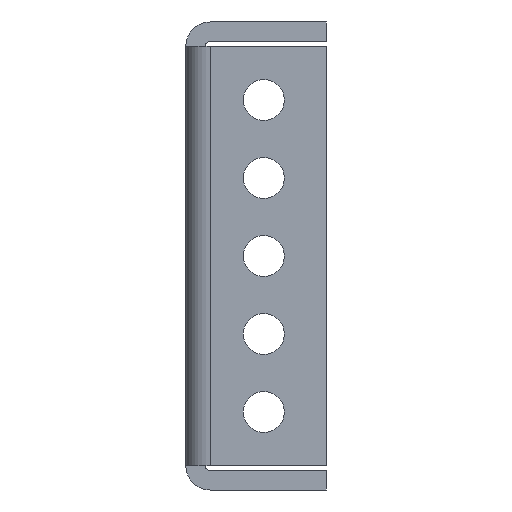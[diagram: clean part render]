
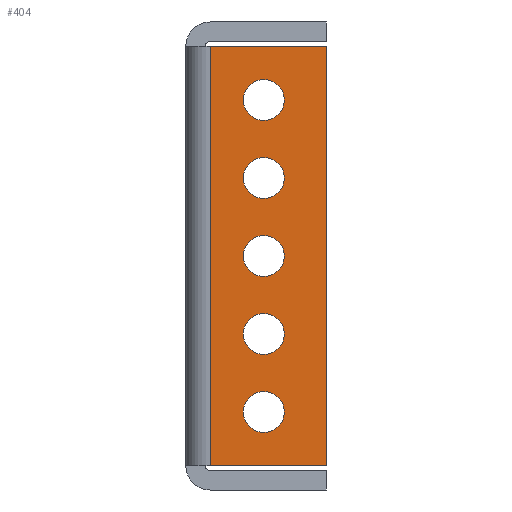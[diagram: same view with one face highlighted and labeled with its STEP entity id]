
A CAD part, left-side view. The second image highlights one B-rep face of the part: STEP entity #404.
In plain terms, the highlighted planar face has unit normal (-1, 0, 0).
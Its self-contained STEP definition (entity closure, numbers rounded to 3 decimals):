
#8 = AXIS2_PLACEMENT_3D ( 'NONE', #1071, #1337, #2216 ) ;
#147 = CIRCLE ( 'NONE', #3223, 2.1 ) ;
#157 = CARTESIAN_POINT ( 'NONE',  ( -59.754, -8., -11.4 ) ) ;
#178 = ORIENTED_EDGE ( 'NONE', *, *, #1687, .F. ) ;
#194 = FACE_BOUND ( 'NONE', #915, .T. ) ;
#234 = CARTESIAN_POINT ( 'NONE',  ( -59.754, -8., -15.6 ) ) ;
#316 = EDGE_LOOP ( 'NONE', ( #2780, #178 ) ) ;
#318 = DIRECTION ( 'NONE',  ( -1., 0., 0. ) ) ;
#343 = EDGE_LOOP ( 'NONE', ( #2107, #1990 ) ) ;
#352 = EDGE_CURVE ( 'NONE', #979, #2642, #968, .T. ) ;
#399 = DIRECTION ( 'NONE',  ( 0., 0., 1. ) ) ;
#404 = ADVANCED_FACE ( 'NONE', ( #194, #1884, #1579, #2497, #2742, #1001 ), #2777, .F. ) ;
#436 = LINE ( 'NONE', #1304, #2672 ) ;
#514 = DIRECTION ( 'NONE',  ( -1., 0., 0. ) ) ;
#518 = ORIENTED_EDGE ( 'NONE', *, *, #2635, .F. ) ;
#539 = DIRECTION ( 'NONE',  ( 0., 0., 1. ) ) ;
#558 = CARTESIAN_POINT ( 'NONE',  ( -59.754, -8., -5.5 ) ) ;
#598 = LINE ( 'NONE', #2305, #2080 ) ;
#606 = EDGE_CURVE ( 'NONE', #3241, #1411, #3627, .T. ) ;
#610 = EDGE_CURVE ( 'NONE', #2642, #979, #1751, .T. ) ;
#644 = DIRECTION ( 'NONE',  ( 0., 0., 1. ) ) ;
#664 = CARTESIAN_POINT ( 'NONE',  ( -59.754, -8., -23.6 ) ) ;
#677 = AXIS2_PLACEMENT_3D ( 'NONE', #1338, #3687, #2820 ) ;
#689 = DIRECTION ( 'NONE',  ( -1., 0., 0. ) ) ;
#700 = CARTESIAN_POINT ( 'NONE',  ( -59.754, -8., -21.5 ) ) ;
#741 = VERTEX_POINT ( 'NONE', #1748 ) ;
#743 = EDGE_CURVE ( 'NONE', #3183, #940, #2362, .T. ) ;
#862 = CARTESIAN_POINT ( 'NONE',  ( -59.754, -8., -3.4 ) ) ;
#879 = DIRECTION ( 'NONE',  ( 0., 0., -1. ) ) ;
#915 = EDGE_LOOP ( 'NONE', ( #518, #2306 ) ) ;
#940 = VERTEX_POINT ( 'NONE', #862 ) ;
#966 = VECTOR ( 'NONE', #1991, 1000. ) ;
#968 = CIRCLE ( 'NONE', #1627, 2.1 ) ;
#979 = VERTEX_POINT ( 'NONE', #1691 ) ;
#1001 = FACE_OUTER_BOUND ( 'NONE', #3014, .T. ) ;
#1071 = CARTESIAN_POINT ( 'NONE',  ( -59.754, 0., 0. ) ) ;
#1169 = DIRECTION ( 'NONE',  ( 0., 0., 1. ) ) ;
#1174 = CARTESIAN_POINT ( 'NONE',  ( -59.754, -8., -37.5 ) ) ;
#1268 = ORIENTED_EDGE ( 'NONE', *, *, #1739, .T. ) ;
#1280 = EDGE_LOOP ( 'NONE', ( #1577, #3273 ) ) ;
#1292 = CIRCLE ( 'NONE', #2206, 2.1 ) ;
#1304 = CARTESIAN_POINT ( 'NONE',  ( -59.754, -14.4, -43. ) ) ;
#1336 = VERTEX_POINT ( 'NONE', #2544 ) ;
#1337 = DIRECTION ( 'NONE',  ( 1., 0., 0. ) ) ;
#1338 = CARTESIAN_POINT ( 'NONE',  ( -59.754, -8., -37.5 ) ) ;
#1368 = VERTEX_POINT ( 'NONE', #3376 ) ;
#1381 = CIRCLE ( 'NONE', #1863, 2.1 ) ;
#1400 = CARTESIAN_POINT ( 'NONE',  ( -59.754, 0., 0. ) ) ;
#1411 = VERTEX_POINT ( 'NONE', #234 ) ;
#1414 = CARTESIAN_POINT ( 'NONE',  ( -59.754, -8., -13.5 ) ) ;
#1438 = DIRECTION ( 'NONE',  ( 0., 0., 1. ) ) ;
#1447 = VECTOR ( 'NONE', #644, 1000. ) ;
#1452 = AXIS2_PLACEMENT_3D ( 'NONE', #2907, #318, #2622 ) ;
#1487 = DIRECTION ( 'NONE',  ( 0., 0., 1. ) ) ;
#1577 = ORIENTED_EDGE ( 'NONE', *, *, #352, .F. ) ;
#1579 = FACE_BOUND ( 'NONE', #343, .T. ) ;
#1596 = VERTEX_POINT ( 'NONE', #3004 ) ;
#1627 = AXIS2_PLACEMENT_3D ( 'NONE', #2682, #3550, #399 ) ;
#1652 = ORIENTED_EDGE ( 'NONE', *, *, #606, .F. ) ;
#1655 = DIRECTION ( 'NONE',  ( 0., 0., 1. ) ) ;
#1687 = EDGE_CURVE ( 'NONE', #1596, #3080, #3212, .T. ) ;
#1691 = CARTESIAN_POINT ( 'NONE',  ( -59.754, -8., -27.4 ) ) ;
#1713 = AXIS2_PLACEMENT_3D ( 'NONE', #2545, #3696, #539 ) ;
#1739 = EDGE_CURVE ( 'NONE', #1336, #3648, #436, .T. ) ;
#1748 = CARTESIAN_POINT ( 'NONE',  ( -59.754, -14.4, 0. ) ) ;
#1751 = CIRCLE ( 'NONE', #2178, 2.1 ) ;
#1772 = DIRECTION ( 'NONE',  ( -1., 0., 0. ) ) ;
#1863 = AXIS2_PLACEMENT_3D ( 'NONE', #1174, #1772, #1487 ) ;
#1867 = AXIS2_PLACEMENT_3D ( 'NONE', #700, #2441, #3043 ) ;
#1872 = AXIS2_PLACEMENT_3D ( 'NONE', #1414, #1968, #1169 ) ;
#1875 = CARTESIAN_POINT ( 'NONE',  ( -59.754, -8., -21.5 ) ) ;
#1884 = FACE_BOUND ( 'NONE', #2818, .T. ) ;
#1968 = DIRECTION ( 'NONE',  ( -1., 0., 0. ) ) ;
#1990 = ORIENTED_EDGE ( 'NONE', *, *, #3292, .F. ) ;
#1991 = DIRECTION ( 'NONE',  ( 0., 1., 0. ) ) ;
#2080 = VECTOR ( 'NONE', #879, 1000. ) ;
#2107 = ORIENTED_EDGE ( 'NONE', *, *, #2577, .F. ) ;
#2147 = CARTESIAN_POINT ( 'NONE',  ( -59.754, -8., -19.4 ) ) ;
#2178 = AXIS2_PLACEMENT_3D ( 'NONE', #3099, #514, #1655 ) ;
#2206 = AXIS2_PLACEMENT_3D ( 'NONE', #558, #3416, #1438 ) ;
#2216 = DIRECTION ( 'NONE',  ( 0., 0., 1. ) ) ;
#2225 = CARTESIAN_POINT ( 'NONE',  ( -59.754, -14.4, -43. ) ) ;
#2279 = LINE ( 'NONE', #1400, #966 ) ;
#2305 = CARTESIAN_POINT ( 'NONE',  ( -59.754, -2.5, -43. ) ) ;
#2306 = ORIENTED_EDGE ( 'NONE', *, *, #743, .F. ) ;
#2362 = CIRCLE ( 'NONE', #1452, 2.1 ) ;
#2441 = DIRECTION ( 'NONE',  ( -1., 0., 0. ) ) ;
#2457 = DIRECTION ( 'NONE',  ( 0., -1., 0. ) ) ;
#2470 = VERTEX_POINT ( 'NONE', #2147 ) ;
#2497 = FACE_BOUND ( 'NONE', #1280, .T. ) ;
#2544 = CARTESIAN_POINT ( 'NONE',  ( -59.754, -2.5, -43. ) ) ;
#2545 = CARTESIAN_POINT ( 'NONE',  ( -59.754, -8., -13.5 ) ) ;
#2577 = EDGE_CURVE ( 'NONE', #2470, #2850, #147, .T. ) ;
#2599 = CARTESIAN_POINT ( 'NONE',  ( -59.754, -8., -31.6 ) ) ;
#2622 = DIRECTION ( 'NONE',  ( 0., 0., 1. ) ) ;
#2635 = EDGE_CURVE ( 'NONE', #940, #3183, #1292, .T. ) ;
#2642 = VERTEX_POINT ( 'NONE', #2599 ) ;
#2647 = EDGE_CURVE ( 'NONE', #1411, #3241, #3165, .T. ) ;
#2672 = VECTOR ( 'NONE', #2457, 1000. ) ;
#2682 = CARTESIAN_POINT ( 'NONE',  ( -59.754, -8., -29.5 ) ) ;
#2742 = FACE_BOUND ( 'NONE', #316, .T. ) ;
#2777 = PLANE ( 'NONE',  #8 ) ;
#2780 = ORIENTED_EDGE ( 'NONE', *, *, #3127, .F. ) ;
#2818 = EDGE_LOOP ( 'NONE', ( #1652, #2865 ) ) ;
#2820 = DIRECTION ( 'NONE',  ( 0., 0., 1. ) ) ;
#2850 = VERTEX_POINT ( 'NONE', #664 ) ;
#2865 = ORIENTED_EDGE ( 'NONE', *, *, #2647, .F. ) ;
#2907 = CARTESIAN_POINT ( 'NONE',  ( -59.754, -8., -5.5 ) ) ;
#2985 = ORIENTED_EDGE ( 'NONE', *, *, #3088, .T. ) ;
#3004 = CARTESIAN_POINT ( 'NONE',  ( -59.754, -8., -39.6 ) ) ;
#3014 = EDGE_LOOP ( 'NONE', ( #2985, #3345, #1268, #3467 ) ) ;
#3032 = DIRECTION ( 'NONE',  ( 0., 0., 1. ) ) ;
#3043 = DIRECTION ( 'NONE',  ( 0., 0., 1. ) ) ;
#3080 = VERTEX_POINT ( 'NONE', #3709 ) ;
#3088 = EDGE_CURVE ( 'NONE', #741, #1368, #2279, .T. ) ;
#3099 = CARTESIAN_POINT ( 'NONE',  ( -59.754, -8., -29.5 ) ) ;
#3127 = EDGE_CURVE ( 'NONE', #3080, #1596, #1381, .T. ) ;
#3165 = CIRCLE ( 'NONE', #1713, 2.1 ) ;
#3183 = VERTEX_POINT ( 'NONE', #3536 ) ;
#3193 = EDGE_CURVE ( 'NONE', #3648, #741, #3463, .T. ) ;
#3196 = CIRCLE ( 'NONE', #1867, 2.1 ) ;
#3212 = CIRCLE ( 'NONE', #677, 2.1 ) ;
#3223 = AXIS2_PLACEMENT_3D ( 'NONE', #1875, #689, #3032 ) ;
#3232 = CARTESIAN_POINT ( 'NONE',  ( -59.754, -14.4, 0. ) ) ;
#3241 = VERTEX_POINT ( 'NONE', #157 ) ;
#3273 = ORIENTED_EDGE ( 'NONE', *, *, #610, .F. ) ;
#3292 = EDGE_CURVE ( 'NONE', #2850, #2470, #3196, .T. ) ;
#3345 = ORIENTED_EDGE ( 'NONE', *, *, #3360, .T. ) ;
#3360 = EDGE_CURVE ( 'NONE', #1368, #1336, #598, .T. ) ;
#3376 = CARTESIAN_POINT ( 'NONE',  ( -59.754, -2.5, 0. ) ) ;
#3416 = DIRECTION ( 'NONE',  ( -1., 0., 0. ) ) ;
#3463 = LINE ( 'NONE', #3232, #1447 ) ;
#3467 = ORIENTED_EDGE ( 'NONE', *, *, #3193, .T. ) ;
#3536 = CARTESIAN_POINT ( 'NONE',  ( -59.754, -8., -7.6 ) ) ;
#3550 = DIRECTION ( 'NONE',  ( -1., 0., 0. ) ) ;
#3627 = CIRCLE ( 'NONE', #1872, 2.1 ) ;
#3648 = VERTEX_POINT ( 'NONE', #2225 ) ;
#3687 = DIRECTION ( 'NONE',  ( -1., 0., 0. ) ) ;
#3696 = DIRECTION ( 'NONE',  ( -1., 0., 0. ) ) ;
#3709 = CARTESIAN_POINT ( 'NONE',  ( -59.754, -8., -35.4 ) ) ;
